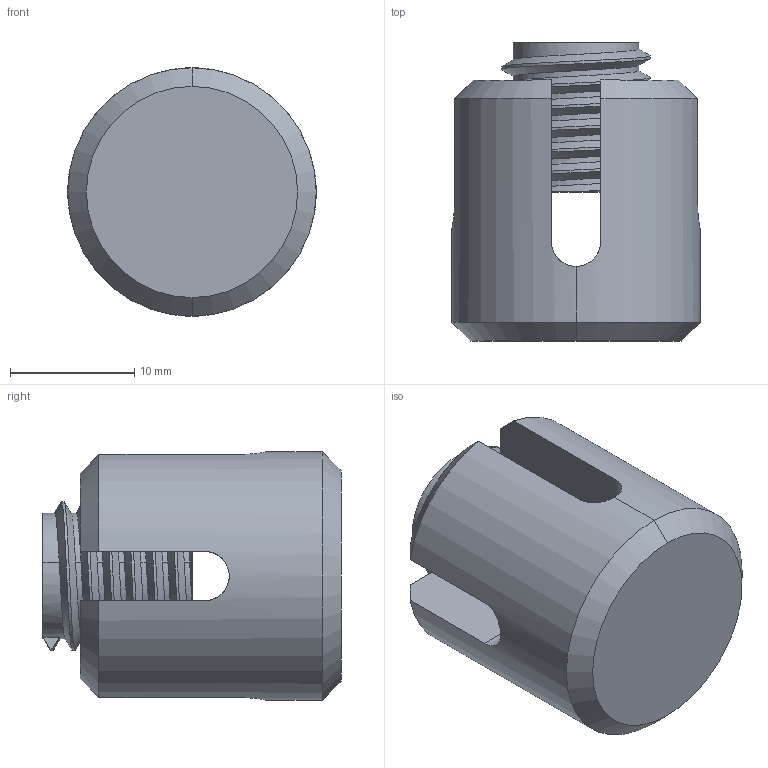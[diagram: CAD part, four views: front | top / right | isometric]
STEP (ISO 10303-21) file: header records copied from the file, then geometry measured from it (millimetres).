
FILE_DESCRIPTION (( 'STEP AP214' ), '1' );
FILE_NAME ('0069.01.06.STEP', '2023-04-20T09:30:39', ( '' ), ( '' ), 'SwSTEP 2.0', 'SolidWorks 2023', '' );
FILE_SCHEMA (( 'AUTOMOTIVE_DESIGN' ));
Length unit declared in the file: millimetre
Products named in the file (3): 0069.01.06; 0069.01.020; 0069.01.005
Assembly tree (2 placements, depth 2):
  0069.01.06
    0069.01.005
    0069.01.020
Bounding box: 20 x 24 x 20 mm (x, y, z)
Volume: 4538.8 mm3; surface area: 3778.7 mm2
Topology: 2 solids, 2 shells, 187 faces, 542 edges, 360 vertices
Faces by surface type: bspline 97, cylinder 55, plane 25, cone 10
Entity records: 54120 total; most frequent: CARTESIAN_POINT 50452, ORIENTED_EDGE 1084, EDGE_CURVE 542, VERTEX_POINT 360, DIRECTION 354, B_SPLINE_CURVE_WITH_KNOTS 216, EDGE_LOOP 188, FACE_OUTER_BOUND 187
